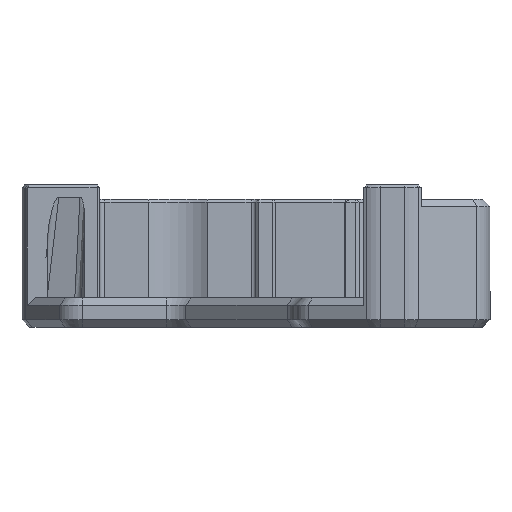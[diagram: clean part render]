
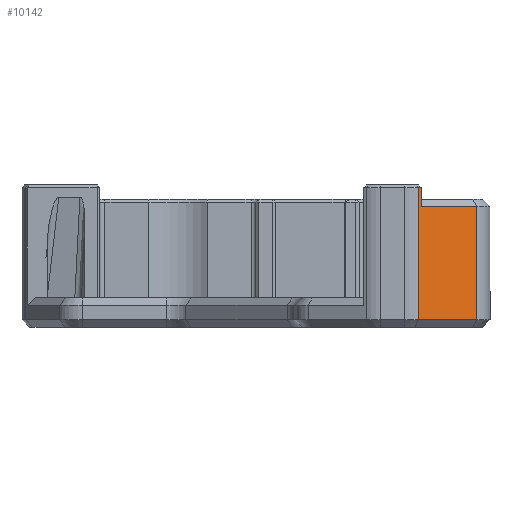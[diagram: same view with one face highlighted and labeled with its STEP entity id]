
A CAD part, front view. The second image highlights one B-rep face of the part: STEP entity #10142.
In plain terms, the highlighted planar face has unit normal (0.5, -0.866, 0).
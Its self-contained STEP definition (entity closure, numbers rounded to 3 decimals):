
#523 = DIRECTION ( 'NONE',  ( 0.5, -0.866, 0. ) ) ;
#1382 = LINE ( 'NONE', #5503, #2805 ) ;
#1407 = VERTEX_POINT ( 'NONE', #13715 ) ;
#1420 = VERTEX_POINT ( 'NONE', #16261 ) ;
#1679 = CARTESIAN_POINT ( 'NONE',  ( 24.95, -37.452, 7.525 ) ) ;
#1953 = FACE_OUTER_BOUND ( 'NONE', #11572, .T. ) ;
#2153 = ORIENTED_EDGE ( 'NONE', *, *, #16774, .T. ) ;
#2172 = CARTESIAN_POINT ( 'NONE',  ( 30.625, -34.175, 7.525 ) ) ;
#2293 = LINE ( 'NONE', #8199, #9745 ) ;
#2368 = LINE ( 'NONE', #13920, #12472 ) ;
#2805 = VECTOR ( 'NONE', #15895, 1000. ) ;
#3250 = AXIS2_PLACEMENT_3D ( 'NONE', #13601, #523, #8923 ) ;
#3460 = CARTESIAN_POINT ( 'NONE',  ( 30.625, -34.175, 12.35 ) ) ;
#3820 = EDGE_CURVE ( 'NONE', #1420, #10866, #13324, .T. ) ;
#3987 = DIRECTION ( 'NONE',  ( -0.866, -0.5, 0. ) ) ;
#4778 = CARTESIAN_POINT ( 'NONE',  ( 30.625, -34.175, 0.75 ) ) ;
#5503 = CARTESIAN_POINT ( 'NONE',  ( 27.632, -35.903, 14.3 ) ) ;
#5807 = VERTEX_POINT ( 'NONE', #4778 ) ;
#5983 = DIRECTION ( 'NONE',  ( 0., 0., 1. ) ) ;
#6201 = ORIENTED_EDGE ( 'NONE', *, *, #7566, .F. ) ;
#6420 = EDGE_CURVE ( 'NONE', #5807, #10767, #15250, .T. ) ;
#7565 = VECTOR ( 'NONE', #9618, 1000. ) ;
#7566 = EDGE_CURVE ( 'NONE', #5807, #1407, #2368, .T. ) ;
#7778 = PLANE ( 'NONE',  #3250 ) ;
#8199 = CARTESIAN_POINT ( 'NONE',  ( 24.638, -37.632, 7.525 ) ) ;
#8591 = ORIENTED_EDGE ( 'NONE', *, *, #18869, .T. ) ;
#8660 = VERTEX_POINT ( 'NONE', #12859 ) ;
#8923 = DIRECTION ( 'NONE',  ( 0.866, 0.5, 0. ) ) ;
#9618 = DIRECTION ( 'NONE',  ( 0., 0., 1. ) ) ;
#9745 = VECTOR ( 'NONE', #11071, 1000. ) ;
#10142 = ADVANCED_FACE ( 'NONE', ( #1953 ), #7778, .T. ) ;
#10767 = VERTEX_POINT ( 'NONE', #3460 ) ;
#10866 = VERTEX_POINT ( 'NONE', #17012 ) ;
#11071 = DIRECTION ( 'NONE',  ( 0., 0., -1. ) ) ;
#11572 = EDGE_LOOP ( 'NONE', ( #13564, #12992, #8591, #2153, #6201, #18506 ) ) ;
#12472 = VECTOR ( 'NONE', #15543, 1000. ) ;
#12859 = CARTESIAN_POINT ( 'NONE',  ( 24.638, -37.632, 14.3 ) ) ;
#12992 = ORIENTED_EDGE ( 'NONE', *, *, #3820, .T. ) ;
#13324 = LINE ( 'NONE', #1679, #15701 ) ;
#13564 = ORIENTED_EDGE ( 'NONE', *, *, #15466, .T. ) ;
#13601 = CARTESIAN_POINT ( 'NONE',  ( 24.629, -37.637, 0.74 ) ) ;
#13715 = CARTESIAN_POINT ( 'NONE',  ( 24.638, -37.632, 0.75 ) ) ;
#13920 = CARTESIAN_POINT ( 'NONE',  ( 30.625, -34.175, 0.75 ) ) ;
#15250 = LINE ( 'NONE', #2172, #7565 ) ;
#15466 = EDGE_CURVE ( 'NONE', #10767, #1420, #15824, .T. ) ;
#15543 = DIRECTION ( 'NONE',  ( -0.866, -0.5, 0. ) ) ;
#15701 = VECTOR ( 'NONE', #5983, 1000. ) ;
#15824 = LINE ( 'NONE', #18414, #18736 ) ;
#15895 = DIRECTION ( 'NONE',  ( -0.866, -0.5, 0. ) ) ;
#16261 = CARTESIAN_POINT ( 'NONE',  ( 24.95, -37.452, 12.35 ) ) ;
#16774 = EDGE_CURVE ( 'NONE', #8660, #1407, #2293, .T. ) ;
#17012 = CARTESIAN_POINT ( 'NONE',  ( 24.95, -37.452, 14.3 ) ) ;
#18414 = CARTESIAN_POINT ( 'NONE',  ( 27.632, -35.903, 12.35 ) ) ;
#18506 = ORIENTED_EDGE ( 'NONE', *, *, #6420, .T. ) ;
#18736 = VECTOR ( 'NONE', #3987, 1000. ) ;
#18869 = EDGE_CURVE ( 'NONE', #10866, #8660, #1382, .T. ) ;
